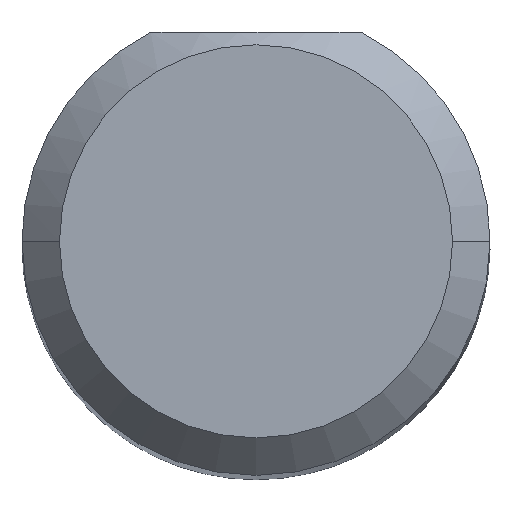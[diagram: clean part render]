
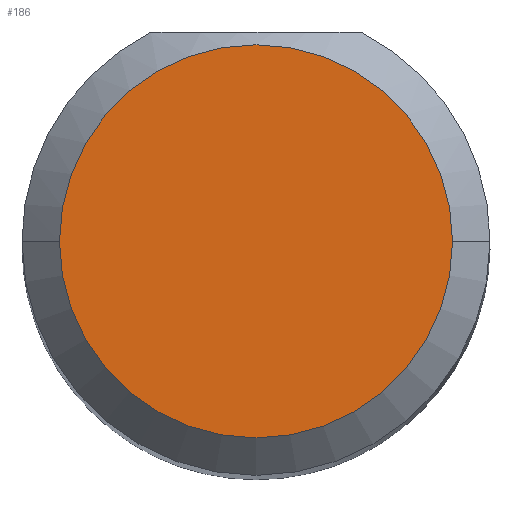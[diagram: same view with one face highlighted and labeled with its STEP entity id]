
A CAD part, top view. The second image highlights one B-rep face of the part: STEP entity #186.
In plain terms, the highlighted planar face has unit normal (0, 0, 1).
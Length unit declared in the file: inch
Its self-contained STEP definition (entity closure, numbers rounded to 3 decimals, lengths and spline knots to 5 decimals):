
#3 = DIRECTION ( 'NONE',  ( 0., 0., 1. ) ) ;
#20 = EDGE_CURVE ( 'NONE', #404, #320, #191, .T. ) ;
#47 = AXIS2_PLACEMENT_3D ( 'NONE', #91, #95, #51 ) ;
#51 = DIRECTION ( 'NONE',  ( 1., 0., 0. ) ) ;
#73 = DIRECTION ( 'NONE',  ( 0., 0., 1. ) ) ;
#74 = ORIENTED_EDGE ( 'NONE', *, *, #386, .T. ) ;
#91 = CARTESIAN_POINT ( 'NONE',  ( 0., 0., 2. ) ) ;
#95 = DIRECTION ( 'NONE',  ( 0., 0., 1. ) ) ;
#112 = ORIENTED_EDGE ( 'NONE', *, *, #20, .T. ) ;
#122 = FACE_OUTER_BOUND ( 'NONE', #154, .T. ) ;
#133 = DIRECTION ( 'NONE',  ( 1., 0., 0. ) ) ;
#154 = EDGE_LOOP ( 'NONE', ( #112, #74 ) ) ;
#156 = PLANE ( 'NONE',  #221 ) ;
#159 = DIRECTION ( 'NONE',  ( 1., 0., 0. ) ) ;
#185 = CIRCLE ( 'NONE', #360, 0.07875 ) ;
#186 = ADVANCED_FACE ( 'NONE', ( #122 ), #156, .T. ) ;
#191 = CIRCLE ( 'NONE', #47, 0.07875 ) ;
#221 = AXIS2_PLACEMENT_3D ( 'NONE', #285, #73, #159 ) ;
#285 = CARTESIAN_POINT ( 'NONE',  ( 0., 0., 2. ) ) ;
#320 = VERTEX_POINT ( 'NONE', #487 ) ;
#330 = CARTESIAN_POINT ( 'NONE',  ( -0.07875, 0., 2. ) ) ;
#360 = AXIS2_PLACEMENT_3D ( 'NONE', #492, #3, #133 ) ;
#386 = EDGE_CURVE ( 'NONE', #320, #404, #185, .T. ) ;
#404 = VERTEX_POINT ( 'NONE', #330 ) ;
#487 = CARTESIAN_POINT ( 'NONE',  ( 0.07875, 0., 2. ) ) ;
#492 = CARTESIAN_POINT ( 'NONE',  ( 0., 0., 2. ) ) ;
